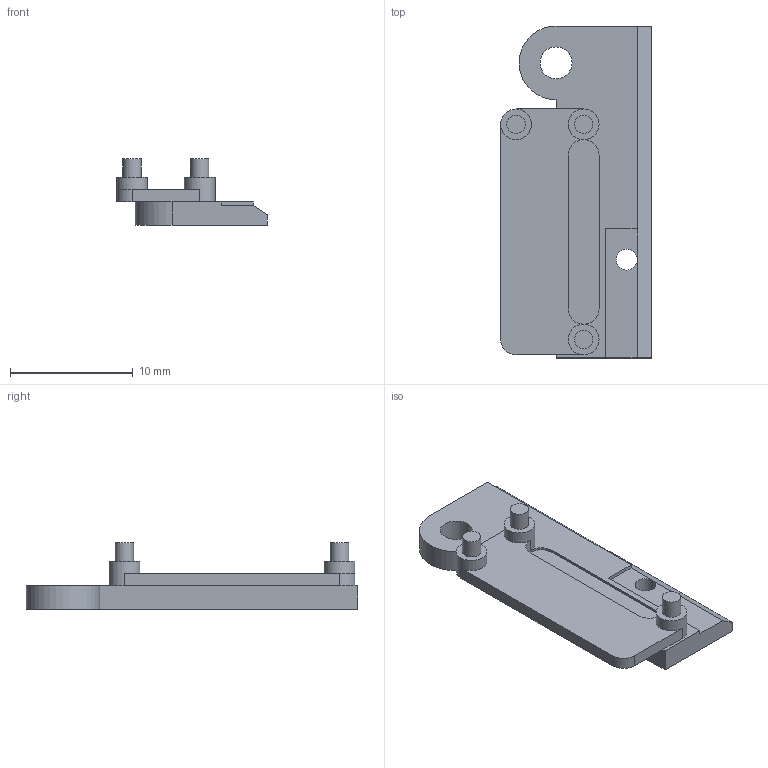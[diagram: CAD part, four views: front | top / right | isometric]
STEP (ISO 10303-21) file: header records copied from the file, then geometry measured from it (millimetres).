
FILE_DESCRIPTION(/* description */ (''),/* implementation_level */ '2;1');
FILE_NAME(/* name */ 'MotorMount.step',/* time_stamp */ '2024-01-23T16:03:39-08:00',/* author */ (''),/* organization */ (''),/* preprocessor_version */ 'ST-DEVELOPER v20',/* originating_system */ 'Autodesk Translation Framework v12.14.0.127',/* authorisation */ '');
FILE_SCHEMA (('AUTOMOTIVE_DESIGN { 1 0 10303 214 3 1 1 }'));
Length unit declared in the file: millimetre
Products named in the file (1): MotorMount
Bounding box: 12.25 x 27 x 5.4 mm (x, y, z)
Volume: 518.2 mm3; surface area: 865.2 mm2
Topology: 1 solids, 1 shells, 37 faces, 95 edges, 62 vertices
Faces by surface type: plane 25, cylinder 12
Full cylindrical faces by diameter (mm): 1.5 x3, 1.7 x1, 2.5 x3, 2.6 x1
Entity records: 1171 total; most frequent: DIRECTION 204, CARTESIAN_POINT 195, ORIENTED_EDGE 190, EDGE_CURVE 95, AXIS2_PLACEMENT_3D 71, LINE 62, VECTOR 62, VERTEX_POINT 62
